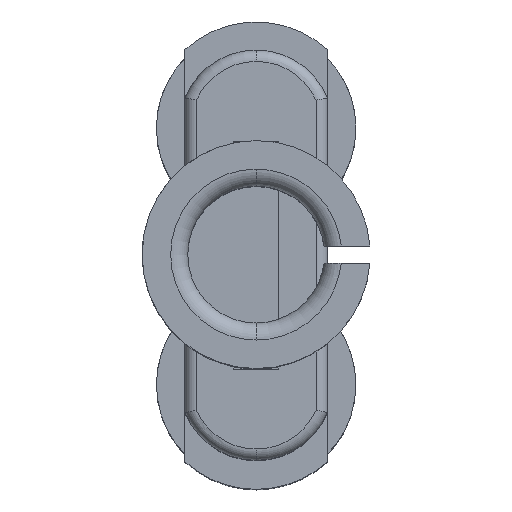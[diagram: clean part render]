
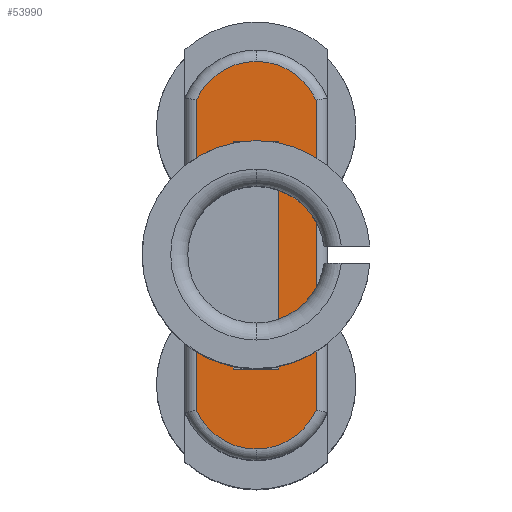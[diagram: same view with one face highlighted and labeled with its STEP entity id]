
A CAD part, top view. The second image highlights one B-rep face of the part: STEP entity #53990.
In plain terms, the highlighted planar face has unit normal (0, 0, 1).
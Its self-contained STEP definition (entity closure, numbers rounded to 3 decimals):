
#30410=CARTESIAN_POINT('',(72.806,47.548,38.2));
#30420=VERTEX_POINT('',#30410);
#30450=CARTESIAN_POINT('',(73.956,47.548,38.2));
#30460=DIRECTION('',(0.,0.,1.));
#30470=DIRECTION('',(1.,0.,0.));
#30480=AXIS2_PLACEMENT_3D('',#30450,#30460,#30470);
#30490=CIRCLE('',#30480,1.15);
#30500=CARTESIAN_POINT('',(73.487,46.498,38.2));
#30510=VERTEX_POINT('',#30500);
#30520=EDGE_CURVE('',#30420,#30510,#30490,.T.);
#31120=CARTESIAN_POINT('',(78.926,48.598,38.2));
#31130=VERTEX_POINT('',#31120);
#31160=CARTESIAN_POINT('',(86.306,48.598,38.2));
#31170=DIRECTION('',(-1.,0.,0.));
#31180=VECTOR('',#31170,1.);
#31190=LINE('',#31160,#31180);
#31200=CARTESIAN_POINT('',(73.487,48.598,38.2));
#31210=VERTEX_POINT('',#31200);
#31220=EDGE_CURVE('',#31130,#31210,#31190,.T.);
#50820=EDGE_CURVE('',#31210,#30420,#30490,.T.);
#53360=CARTESIAN_POINT('',(78.747,46.942,38.2));
#53370=DIRECTION('',(0.,0.,1.));
#53380=DIRECTION('',(0.,-1.,0.));
#53390=AXIS2_PLACEMENT_3D('',#53360,#53370,#53380);
#53400=PLANE('',#53390);
#53410=CARTESIAN_POINT('',(74.206,83.192,38.2));
#53420=DIRECTION('',(0.,-1.,0.));
#53430=VECTOR('',#53420,1.);
#53440=LINE('',#53410,#53430);
#53450=CARTESIAN_POINT('',(74.206,47.948,38.2));
#53460=VERTEX_POINT('',#53450);
#53470=CARTESIAN_POINT('',(74.206,47.148,38.2));
#53480=VERTEX_POINT('',#53470);
#53490=EDGE_CURVE('',#53460,#53480,#53440,.T.);
#53500=ORIENTED_EDGE('',*,*,#53490,.F.);
#53510=CARTESIAN_POINT('',(86.306,47.148,38.2));
#53520=DIRECTION('',(1.,0.,0.));
#53530=VECTOR('',#53520,1.);
#53540=LINE('',#53510,#53530);
#53550=CARTESIAN_POINT('',(78.206,47.148,38.2));
#53560=VERTEX_POINT('',#53550);
#53570=EDGE_CURVE('',#53480,#53560,#53540,.T.);
#53580=ORIENTED_EDGE('',*,*,#53570,.F.);
#53590=CARTESIAN_POINT('',(78.206,83.192,38.2));
#53600=DIRECTION('',(0.,1.,0.));
#53610=VECTOR('',#53600,1.);
#53620=LINE('',#53590,#53610);
#53630=CARTESIAN_POINT('',(78.206,47.948,38.2));
#53640=VERTEX_POINT('',#53630);
#53650=EDGE_CURVE('',#53560,#53640,#53620,.T.);
#53660=ORIENTED_EDGE('',*,*,#53650,.F.);
#53670=CARTESIAN_POINT('',(86.306,47.948,38.2));
#53680=DIRECTION('',(-1.,0.,0.));
#53690=VECTOR('',#53680,1.);
#53700=LINE('',#53670,#53690);
#53710=EDGE_CURVE('',#53640,#53460,#53700,.T.);
#53720=ORIENTED_EDGE('',*,*,#53710,.F.);
#53730=EDGE_LOOP('',(#53720,#53660,#53580,#53500));
#53740=FACE_BOUND('',#53730,.T.);
#53750=ORIENTED_EDGE('',*,*,#30520,.T.);
#53760=ORIENTED_EDGE('',*,*,#50820,.T.);
#53770=ORIENTED_EDGE('',*,*,#31220,.T.);
#53780=CARTESIAN_POINT('',(78.456,47.548,38.2));
#53790=DIRECTION('',(0.,0.,1.));
#53800=DIRECTION('',(1.,0.,0.));
#53810=AXIS2_PLACEMENT_3D('',#53780,#53790,#53800);
#53820=CIRCLE('',#53810,1.15);
#53830=CARTESIAN_POINT('',(79.606,47.548,38.2));
#53840=VERTEX_POINT('',#53830);
#53850=EDGE_CURVE('',#53840,#31130,#53820,.T.);
#53860=ORIENTED_EDGE('',*,*,#53850,.T.);
#53870=CARTESIAN_POINT('',(78.926,46.498,38.2));
#53880=VERTEX_POINT('',#53870);
#53890=EDGE_CURVE('',#53880,#53840,#53820,.T.);
#53900=ORIENTED_EDGE('',*,*,#53890,.T.);
#53910=CARTESIAN_POINT('',(86.306,46.498,38.2));
#53920=DIRECTION('',(1.,0.,0.));
#53930=VECTOR('',#53920,1.);
#53940=LINE('',#53910,#53930);
#53950=EDGE_CURVE('',#30510,#53880,#53940,.T.);
#53960=ORIENTED_EDGE('',*,*,#53950,.T.);
#53970=EDGE_LOOP('',(#53960,#53900,#53860,#53770,#53760,#53750));
#53980=FACE_OUTER_BOUND('',#53970,.T.);
#53990=ADVANCED_FACE('',(#53740,#53980),#53400,.T.);
